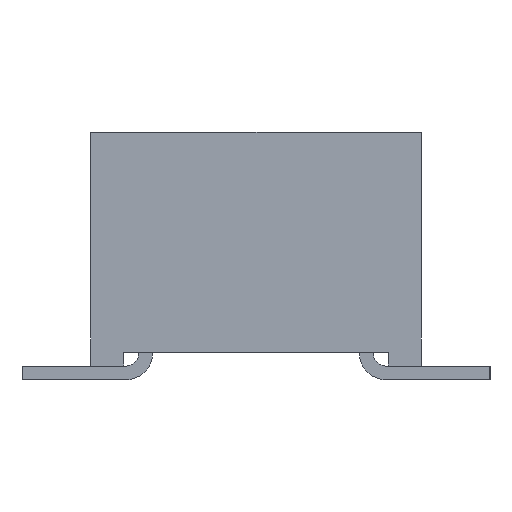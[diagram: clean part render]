
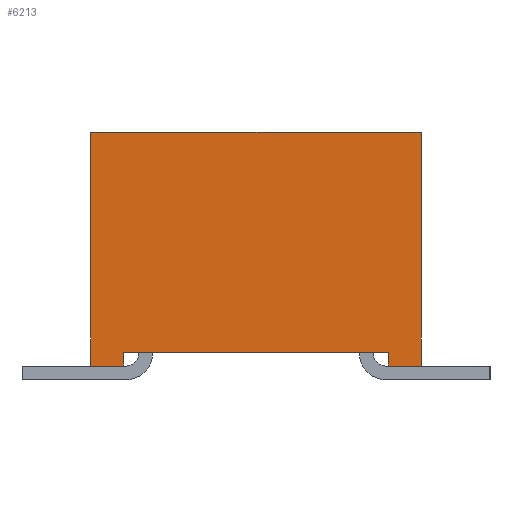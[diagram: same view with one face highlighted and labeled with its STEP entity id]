
A CAD part, left-side view. The second image highlights one B-rep face of the part: STEP entity #6213.
In plain terms, the highlighted planar face has unit normal (-1, 0, 0).
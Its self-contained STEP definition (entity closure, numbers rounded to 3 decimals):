
#6213 = ADVANCED_FACE('',(#6214),#6280,.F.);
#6214 = FACE_BOUND('',#6215,.T.);
#6215 = EDGE_LOOP('',(#6216,#6226,#6234,#6242,#6250,#6258,#6266,#6274));
#6216 = ORIENTED_EDGE('',*,*,#6217,.T.);
#6217 = EDGE_CURVE('',#6218,#6220,#6222,.T.);
#6218 = VERTEX_POINT('',#6219);
#6219 = CARTESIAN_POINT('',(-14.821,-1.219,0.277));
#6220 = VERTEX_POINT('',#6221);
#6221 = CARTESIAN_POINT('',(-14.821,-1.219,0.15));
#6222 = LINE('',#6223,#6224);
#6223 = CARTESIAN_POINT('',(-14.821,-1.219,0.277));
#6224 = VECTOR('',#6225,1.);
#6225 = DIRECTION('',(0.,0.,-1.));
#6226 = ORIENTED_EDGE('',*,*,#6227,.T.);
#6227 = EDGE_CURVE('',#6220,#6228,#6230,.T.);
#6228 = VERTEX_POINT('',#6229);
#6229 = CARTESIAN_POINT('',(-14.821,-1.524,0.15));
#6230 = LINE('',#6231,#6232);
#6231 = CARTESIAN_POINT('',(-14.821,1.524,0.15));
#6232 = VECTOR('',#6233,1.);
#6233 = DIRECTION('',(0.,-1.,0.));
#6234 = ORIENTED_EDGE('',*,*,#6235,.F.);
#6235 = EDGE_CURVE('',#6236,#6228,#6238,.T.);
#6236 = VERTEX_POINT('',#6237);
#6237 = CARTESIAN_POINT('',(-14.821,-1.524,2.309));
#6238 = LINE('',#6239,#6240);
#6239 = CARTESIAN_POINT('',(-14.821,-1.524,2.309));
#6240 = VECTOR('',#6241,1.);
#6241 = DIRECTION('',(0.,0.,-1.));
#6242 = ORIENTED_EDGE('',*,*,#6243,.F.);
#6243 = EDGE_CURVE('',#6244,#6236,#6246,.T.);
#6244 = VERTEX_POINT('',#6245);
#6245 = CARTESIAN_POINT('',(-14.821,1.524,2.309));
#6246 = LINE('',#6247,#6248);
#6247 = CARTESIAN_POINT('',(-14.821,1.524,2.309));
#6248 = VECTOR('',#6249,1.);
#6249 = DIRECTION('',(0.,-1.,0.));
#6250 = ORIENTED_EDGE('',*,*,#6251,.T.);
#6251 = EDGE_CURVE('',#6244,#6252,#6254,.T.);
#6252 = VERTEX_POINT('',#6253);
#6253 = CARTESIAN_POINT('',(-14.821,1.524,0.15));
#6254 = LINE('',#6255,#6256);
#6255 = CARTESIAN_POINT('',(-14.821,1.524,2.309));
#6256 = VECTOR('',#6257,1.);
#6257 = DIRECTION('',(0.,0.,-1.));
#6258 = ORIENTED_EDGE('',*,*,#6259,.T.);
#6259 = EDGE_CURVE('',#6252,#6260,#6262,.T.);
#6260 = VERTEX_POINT('',#6261);
#6261 = CARTESIAN_POINT('',(-14.821,1.219,0.15));
#6262 = LINE('',#6263,#6264);
#6263 = CARTESIAN_POINT('',(-14.821,1.524,0.15));
#6264 = VECTOR('',#6265,1.);
#6265 = DIRECTION('',(0.,-1.,0.));
#6266 = ORIENTED_EDGE('',*,*,#6267,.T.);
#6267 = EDGE_CURVE('',#6260,#6268,#6270,.T.);
#6268 = VERTEX_POINT('',#6269);
#6269 = CARTESIAN_POINT('',(-14.821,1.219,0.277));
#6270 = LINE('',#6271,#6272);
#6271 = CARTESIAN_POINT('',(-14.821,1.219,0.023));
#6272 = VECTOR('',#6273,1.);
#6273 = DIRECTION('',(0.,0.,1.));
#6274 = ORIENTED_EDGE('',*,*,#6275,.T.);
#6275 = EDGE_CURVE('',#6268,#6218,#6276,.T.);
#6276 = LINE('',#6277,#6278);
#6277 = CARTESIAN_POINT('',(-14.821,1.219,0.277));
#6278 = VECTOR('',#6279,1.);
#6279 = DIRECTION('',(0.,-1.,0.));
#6280 = PLANE('',#6281);
#6281 = AXIS2_PLACEMENT_3D('',#6282,#6283,#6284);
#6282 = CARTESIAN_POINT('',(-14.821,1.524,2.309));
#6283 = DIRECTION('',(1.,0.,0.));
#6284 = DIRECTION('',(0.,1.,0.));
